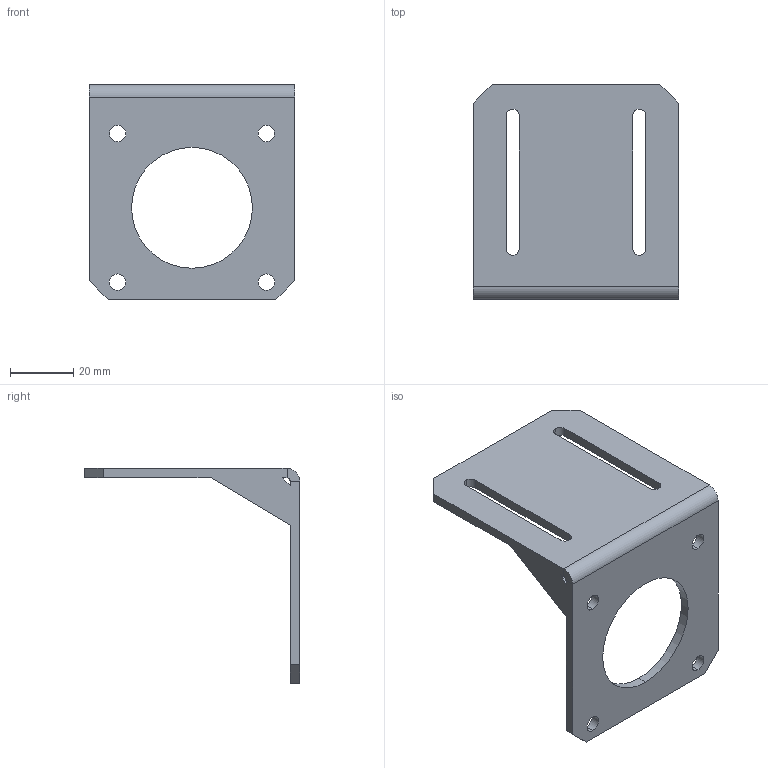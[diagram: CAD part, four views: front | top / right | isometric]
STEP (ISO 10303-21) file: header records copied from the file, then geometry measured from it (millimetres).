
FILE_DESCRIPTION (( 'STEP AP214' ), '1' );
FILE_NAME ('57BYG Stepper Motor Bracket祭輛萇儂盓殤.step', '2016-10-28T07:03:34', ( 'dell' ), ( '' ), 'SwSTEP 2.0', 'SolidWorks 2013', '' );
FILE_SCHEMA (( 'AUTOMOTIVE_DESIGN' ));
Length unit declared in the file: millimetre
Products named in the file (1): 57BYG Stepper Motor Bracket祭輛萇儂盓殤
Bounding box: 65 x 68.07 x 68 mm (x, y, z)
Volume: 21797.8 mm3; surface area: 16794 mm2
Topology: 1 solids, 1 shells, 42 faces, 124 edges, 80 vertices
Faces by surface type: plane 24, cylinder 18
Entity records: 1470 total; most frequent: ORIENTED_EDGE 248, CARTESIAN_POINT 247, DIRECTION 246, EDGE_CURVE 124, VECTOR 88, LINE 88, VERTEX_POINT 80, AXIS2_PLACEMENT_3D 79
